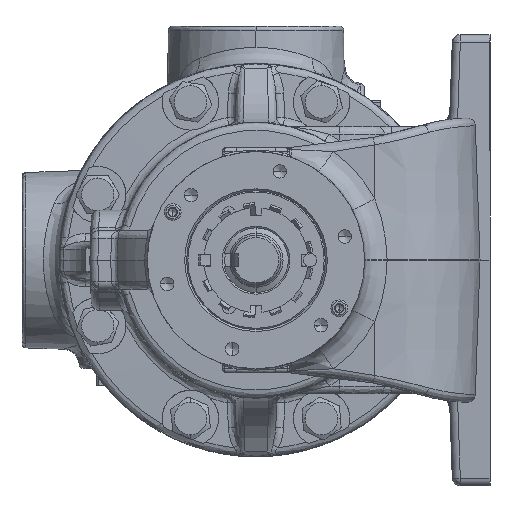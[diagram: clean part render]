
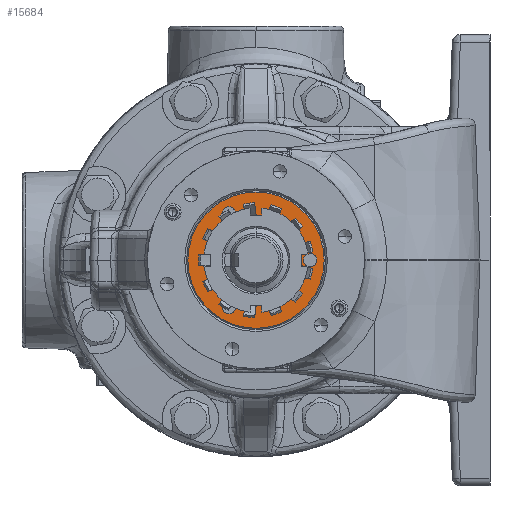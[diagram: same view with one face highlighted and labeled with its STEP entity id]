
A CAD part, left-side view. The second image highlights one B-rep face of the part: STEP entity #15684.
In plain terms, the highlighted planar face has unit normal (-1, 0, 0).
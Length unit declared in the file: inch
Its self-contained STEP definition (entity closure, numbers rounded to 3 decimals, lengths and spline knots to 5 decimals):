
#1561 = FACE_BOUND ( 'NONE', #33719, .T. ) ;
#1769 = CARTESIAN_POINT ( 'NONE',  ( -8.0345, 0., 1.019 ) ) ;
#2683 = CARTESIAN_POINT ( 'NONE',  ( -8.0345, 0.405, -0.70148 ) ) ;
#2726 = DIRECTION ( 'NONE',  ( -1., 0., 0. ) ) ;
#3248 = DIRECTION ( 'NONE',  ( -1., 0., 0. ) ) ;
#4342 = CARTESIAN_POINT ( 'NONE',  ( -8.0345, -0.81, 0.09875 ) ) ;
#5210 = AXIS2_PLACEMENT_3D ( 'NONE', #63579, #2726, #73795 ) ;
#5829 = DIRECTION ( 'NONE',  ( -1., 0., 0. ) ) ;
#8230 = DIRECTION ( 'NONE',  ( 0., 0., 1. ) ) ;
#8588 = CIRCLE ( 'NONE', #93935, 1.019 ) ;
#10630 = AXIS2_PLACEMENT_3D ( 'NONE', #2683, #73748, #12971 ) ;
#11487 = EDGE_CURVE ( 'NONE', #66250, #125911, #117746, .T. ) ;
#12971 = DIRECTION ( 'NONE',  ( 0., 0., 1. ) ) ;
#15684 = ADVANCED_FACE ( 'NONE', ( #106125, #109314, #1561, #28651, #55656 ), #66297, .F. ) ;
#16174 = EDGE_CURVE ( 'NONE', #45461, #34514, #102879, .T. ) ;
#16800 = VERTEX_POINT ( 'NONE', #1769 ) ;
#19306 = CARTESIAN_POINT ( 'NONE',  ( -8.0345, 0.405, 0.60273 ) ) ;
#19552 = CARTESIAN_POINT ( 'NONE',  ( -8.0345, 0.405, 0.70148 ) ) ;
#20333 = DIRECTION ( 'NONE',  ( 1., 0., 0. ) ) ;
#21039 = VERTEX_POINT ( 'NONE', #117100 ) ;
#21235 = CARTESIAN_POINT ( 'NONE',  ( -8.0345, -0.81, -0.09875 ) ) ;
#22397 = EDGE_CURVE ( 'NONE', #58168, #128953, #122932, .T. ) ;
#28651 = FACE_BOUND ( 'NONE', #59330, .T. ) ;
#28996 = EDGE_CURVE ( 'NONE', #21039, #119205, #73319, .T. ) ;
#29794 = DIRECTION ( 'NONE',  ( 0., 0., 1. ) ) ;
#29819 = DIRECTION ( 'NONE',  ( -1., 0., 0. ) ) ;
#33719 = EDGE_LOOP ( 'NONE', ( #94348, #57548 ) ) ;
#34514 = VERTEX_POINT ( 'NONE', #4342 ) ;
#34868 = EDGE_LOOP ( 'NONE', ( #126378, #74362 ) ) ;
#38636 = DIRECTION ( 'NONE',  ( 1., 0., 0. ) ) ;
#40898 = CIRCLE ( 'NONE', #111599, 1.019 ) ;
#45439 = ORIENTED_EDGE ( 'NONE', *, *, #11487, .F. ) ;
#45461 = VERTEX_POINT ( 'NONE', #21235 ) ;
#46188 = ORIENTED_EDGE ( 'NONE', *, *, #112241, .F. ) ;
#46511 = CARTESIAN_POINT ( 'NONE',  ( -8.0345, 1.019, 0. ) ) ;
#49927 = EDGE_LOOP ( 'NONE', ( #60074, #86918 ) ) ;
#51480 = CARTESIAN_POINT ( 'NONE',  ( -8.0345, 0.405, 0.70148 ) ) ;
#54991 = EDGE_LOOP ( 'NONE', ( #61008, #45439 ) ) ;
#55656 = FACE_BOUND ( 'NONE', #34868, .T. ) ;
#55969 = CIRCLE ( 'NONE', #110776, 0.09875 ) ;
#56566 = DIRECTION ( 'NONE',  ( 0., 0., -1. ) ) ;
#56823 = AXIS2_PLACEMENT_3D ( 'NONE', #51480, #121841, #61581 ) ;
#57209 = CARTESIAN_POINT ( 'NONE',  ( -8.0345, 0.405, 0.80023 ) ) ;
#57548 = ORIENTED_EDGE ( 'NONE', *, *, #16174, .F. ) ;
#58168 = VERTEX_POINT ( 'NONE', #19306 ) ;
#59330 = EDGE_LOOP ( 'NONE', ( #46188, #60538 ) ) ;
#60074 = ORIENTED_EDGE ( 'NONE', *, *, #103873, .F. ) ;
#60538 = ORIENTED_EDGE ( 'NONE', *, *, #22397, .F. ) ;
#61008 = ORIENTED_EDGE ( 'NONE', *, *, #108946, .F. ) ;
#61581 = DIRECTION ( 'NONE',  ( 0., 0., 1. ) ) ;
#62462 = CARTESIAN_POINT ( 'NONE',  ( -8.0345, 0.405, -0.60273 ) ) ;
#63579 = CARTESIAN_POINT ( 'NONE',  ( -8.0345, 0., 0. ) ) ;
#64094 = CARTESIAN_POINT ( 'NONE',  ( -8.0345, -0.81, 0. ) ) ;
#66250 = VERTEX_POINT ( 'NONE', #119303 ) ;
#66297 = PLANE ( 'NONE',  #110187 ) ;
#66674 = CARTESIAN_POINT ( 'NONE',  ( -8.0345, 0., 0. ) ) ;
#69068 = DIRECTION ( 'NONE',  ( -1., 0., 0. ) ) ;
#71424 = AXIS2_PLACEMENT_3D ( 'NONE', #129227, #69068, #8230 ) ;
#73319 = CIRCLE ( 'NONE', #10630, 0.09875 ) ;
#73748 = DIRECTION ( 'NONE',  ( -1., 0., 0. ) ) ;
#73795 = DIRECTION ( 'NONE',  ( 0., 0., 1. ) ) ;
#74292 = DIRECTION ( 'NONE',  ( 0., 0., 1. ) ) ;
#74362 = ORIENTED_EDGE ( 'NONE', *, *, #28996, .F. ) ;
#76880 = DIRECTION ( 'NONE',  ( 0., 0., 1. ) ) ;
#78610 = AXIS2_PLACEMENT_3D ( 'NONE', #66674, #5829, #76880 ) ;
#81092 = CARTESIAN_POINT ( 'NONE',  ( -8.0345, 0., 0. ) ) ;
#85167 = CIRCLE ( 'NONE', #99178, 0.09875 ) ;
#86918 = ORIENTED_EDGE ( 'NONE', *, *, #94478, .F. ) ;
#87477 = AXIS2_PLACEMENT_3D ( 'NONE', #90446, #29819, #100563 ) ;
#89424 = CARTESIAN_POINT ( 'NONE',  ( -8.0345, 0., -1.019 ) ) ;
#90421 = DIRECTION ( 'NONE',  ( -1., 0., 0. ) ) ;
#90446 = CARTESIAN_POINT ( 'NONE',  ( -8.0345, -0.81, 0. ) ) ;
#91176 = DIRECTION ( 'NONE',  ( 0., 0., -1. ) ) ;
#93935 = AXIS2_PLACEMENT_3D ( 'NONE', #81092, #20333, #91176 ) ;
#94348 = ORIENTED_EDGE ( 'NONE', *, *, #110305, .F. ) ;
#94478 = EDGE_CURVE ( 'NONE', #16800, #110061, #40898, .T. ) ;
#99076 = CARTESIAN_POINT ( 'NONE',  ( -8.0345, 0., 0. ) ) ;
#99178 = AXIS2_PLACEMENT_3D ( 'NONE', #19552, #90421, #29794 ) ;
#100563 = DIRECTION ( 'NONE',  ( 0., 0., 1. ) ) ;
#102879 = CIRCLE ( 'NONE', #87477, 0.09875 ) ;
#103873 = EDGE_CURVE ( 'NONE', #110061, #16800, #8588, .T. ) ;
#106125 = FACE_OUTER_BOUND ( 'NONE', #49927, .T. ) ;
#106655 = CARTESIAN_POINT ( 'NONE',  ( -8.0345, 0., 0.6325 ) ) ;
#108946 = EDGE_CURVE ( 'NONE', #125911, #66250, #115338, .T. ) ;
#109198 = DIRECTION ( 'NONE',  ( 0., 0., -1. ) ) ;
#109314 = FACE_BOUND ( 'NONE', #54991, .T. ) ;
#110061 = VERTEX_POINT ( 'NONE', #89424 ) ;
#110187 = AXIS2_PLACEMENT_3D ( 'NONE', #46511, #116885, #56566 ) ;
#110305 = EDGE_CURVE ( 'NONE', #34514, #45461, #55969, .T. ) ;
#110776 = AXIS2_PLACEMENT_3D ( 'NONE', #64094, #3248, #74292 ) ;
#111599 = AXIS2_PLACEMENT_3D ( 'NONE', #99076, #38636, #109198 ) ;
#112241 = EDGE_CURVE ( 'NONE', #128953, #58168, #85167, .T. ) ;
#112577 = EDGE_CURVE ( 'NONE', #119205, #21039, #128803, .T. ) ;
#115338 = CIRCLE ( 'NONE', #78610, 0.6325 ) ;
#116885 = DIRECTION ( 'NONE',  ( 1., 0., 0. ) ) ;
#117100 = CARTESIAN_POINT ( 'NONE',  ( -8.0345, 0.405, -0.80023 ) ) ;
#117746 = CIRCLE ( 'NONE', #5210, 0.6325 ) ;
#119205 = VERTEX_POINT ( 'NONE', #62462 ) ;
#119303 = CARTESIAN_POINT ( 'NONE',  ( -8.0345, 0., -0.6325 ) ) ;
#121841 = DIRECTION ( 'NONE',  ( -1., 0., 0. ) ) ;
#122932 = CIRCLE ( 'NONE', #56823, 0.09875 ) ;
#125911 = VERTEX_POINT ( 'NONE', #106655 ) ;
#126378 = ORIENTED_EDGE ( 'NONE', *, *, #112577, .F. ) ;
#128803 = CIRCLE ( 'NONE', #71424, 0.09875 ) ;
#128953 = VERTEX_POINT ( 'NONE', #57209 ) ;
#129227 = CARTESIAN_POINT ( 'NONE',  ( -8.0345, 0.405, -0.70148 ) ) ;
